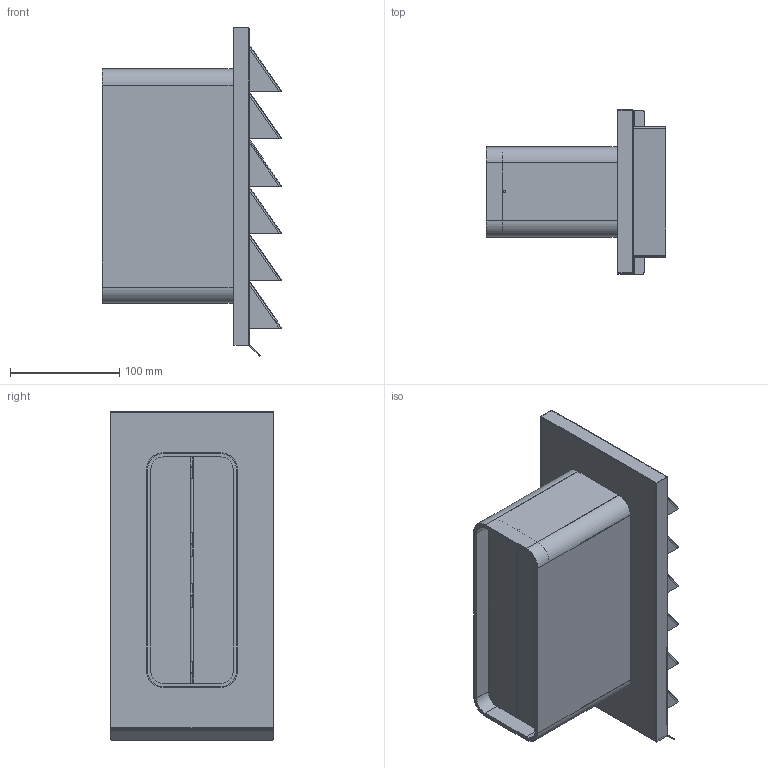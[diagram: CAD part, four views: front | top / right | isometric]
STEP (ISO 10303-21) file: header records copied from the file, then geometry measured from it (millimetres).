
FILE_DESCRIPTION(('STEP AP214'),'1');
FILE_NAME('4022029_V E-Jal HK flow 150.STP','2023-06-01T10:20:01',(' '),(' '),'Spatial InterOp 3D',' ',' ');
FILE_SCHEMA(('AUTOMOTIVE_DESIGN { 1 0 10303 214 1 1 1 1 }'));
Length unit declared in the file: millimetre
Products named in the file (1): gerades Prisma
Bounding box: 164.8 x 150 x 300.7 mm (x, y, z)
Volume: 176065.2 mm3; surface area: 371788.6 mm2
Topology: 8 solids, 8 shells, 255 faces, 762 edges, 514 vertices
Faces by surface type: cylinder 134, plane 121
Entity records: 8859 total; most frequent: DIRECTION 1550, CARTESIAN_POINT 1539, ORIENTED_EDGE 1524, EDGE_CURVE 762, AXIS2_PLACEMENT_3D 525, VERTEX_POINT 514, LINE 500, VECTOR 500
